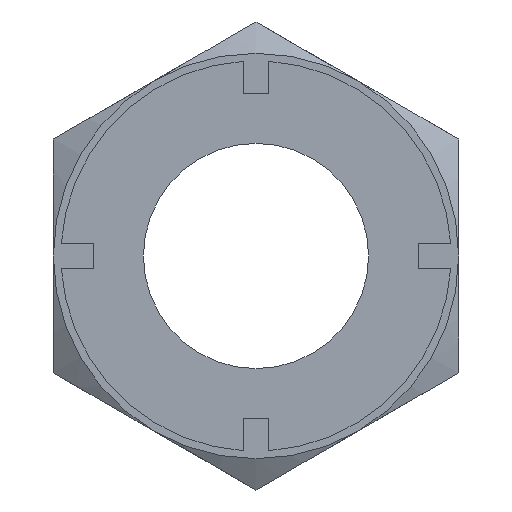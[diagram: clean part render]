
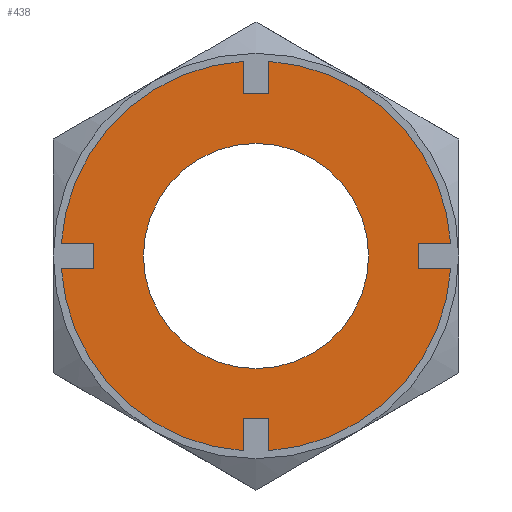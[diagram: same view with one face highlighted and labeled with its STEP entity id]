
A CAD part, left-side view. The second image highlights one B-rep face of the part: STEP entity #438.
In plain terms, the highlighted planar face has unit normal (-1, 0, 0).
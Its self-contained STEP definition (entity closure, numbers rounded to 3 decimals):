
#230=EDGE_CURVE('',#570,#382,#641,.T.);
#236=EDGE_CURVE('',#386,#284,#647,.T.);
#242=EDGE_CURVE('',#332,#562,#654,.T.);
#244=EDGE_CURVE('',#504,#310,#656,.T.);
#270=EDGE_CURVE('',#422,#464,#686,.T.);
#274=EDGE_CURVE('',#322,#294,#690,.T.);
#276=EDGE_CURVE('',#294,#310,#692,.T.);
#284=VERTEX_POINT('',#701);
#294=VERTEX_POINT('',#711);
#310=VERTEX_POINT('',#729);
#316=EDGE_CURVE('',#332,#322,#736,.T.);
#322=VERTEX_POINT('',#743);
#332=VERTEX_POINT('',#754);
#344=EDGE_CURVE('',#406,#370,#766,.T.);
#358=EDGE_CURVE('',#370,#382,#781,.T.);
#370=VERTEX_POINT('',#796);
#382=VERTEX_POINT('',#811);
#386=VERTEX_POINT('',#815);
#392=EDGE_CURVE('',#422,#406,#821,.T.);
#406=VERTEX_POINT('',#837);
#410=EDGE_CURVE('',#284,#386,#841,.T.);
#422=VERTEX_POINT('',#855);
#432=EDGE_CURVE('',#496,#444,#866,.T.);
#438=ADVANCED_FACE('',(#873,#874),#875,.T.);
#444=VERTEX_POINT('',#881);
#448=EDGE_CURVE('',#444,#464,#885,.T.);
#464=VERTEX_POINT('',#903);
#482=EDGE_CURVE('',#504,#496,#921,.T.);
#496=VERTEX_POINT('',#936);
#504=VERTEX_POINT('',#945);
#520=EDGE_CURVE('',#554,#558,#965,.T.);
#538=EDGE_CURVE('',#558,#562,#985,.T.);
#554=VERTEX_POINT('',#1001);
#558=VERTEX_POINT('',#1005);
#562=VERTEX_POINT('',#1009);
#566=EDGE_CURVE('',#570,#554,#1013,.T.);
#570=VERTEX_POINT('',#1017);
#641=CIRCLE('',#1092,13.0);
#647=CIRCLE('',#1099,7.5);
#654=CIRCLE('',#1117,13.0);
#656=CIRCLE('',#1120,13.0);
#686=CIRCLE('',#1173,13.0);
#690=LINE('',#1178,#1179);
#692=LINE('',#1182,#1183);
#701=CARTESIAN_POINT('',(-22.,-7.5,0.));
#711=CARTESIAN_POINT('',(-22.0,10.8,-0.85));
#729=CARTESIAN_POINT('',(-22.,12.972,-0.85));
#736=LINE('',#1277,#1278);
#743=CARTESIAN_POINT('',(-22.0,10.8,0.85));
#754=CARTESIAN_POINT('',(-22.,12.972,0.85));
#766=LINE('',#1336,#1337);
#781=LINE('',#1358,#1359);
#796=CARTESIAN_POINT('',(-22.0,-10.8,0.85));
#811=CARTESIAN_POINT('',(-22.,-12.972,0.85));
#815=CARTESIAN_POINT('',(-22.,7.5,0.));
#821=LINE('',#1418,#1419);
#837=CARTESIAN_POINT('',(-22.0,-10.8,-0.85));
#841=CIRCLE('',#1444,7.5);
#855=CARTESIAN_POINT('',(-22.,-12.972,-0.85));
#866=LINE('',#1476,#1477);
#873=FACE_BOUND('',#1486,.T.);
#874=FACE_OUTER_BOUND('',#1487,.T.);
#875=PLANE('',#1488);
#881=CARTESIAN_POINT('',(-22.0,-0.85,-10.8));
#885=LINE('',#1511,#1512);
#903=CARTESIAN_POINT('',(-22.,-0.85,-12.972));
#921=LINE('',#1607,#1608);
#936=CARTESIAN_POINT('',(-22.0,0.85,-10.8));
#945=CARTESIAN_POINT('',(-22.,0.85,-12.972));
#965=LINE('',#1676,#1677);
#985=LINE('',#1701,#1702);
#1001=CARTESIAN_POINT('',(-22.0,-0.85,10.8));
#1005=CARTESIAN_POINT('',(-22.0,0.85,10.8));
#1009=CARTESIAN_POINT('',(-22.,0.85,12.972));
#1013=LINE('',#1769,#1770);
#1017=CARTESIAN_POINT('',(-22.,-0.85,12.972));
#1092=AXIS2_PLACEMENT_3D('',#1895,#1896,#1897);
#1099=AXIS2_PLACEMENT_3D('',#1898,#1899,#1900);
#1117=AXIS2_PLACEMENT_3D('',#1909,#1910,#1911);
#1120=AXIS2_PLACEMENT_3D('',#1912,#1913,#1914);
#1173=AXIS2_PLACEMENT_3D('',#1945,#1946,#1947);
#1178=CARTESIAN_POINT('',(-22.,10.8,-0.425));
#1179=VECTOR('',#1948,1.0);
#1182=CARTESIAN_POINT('',(-22.,11.625,-0.85));
#1183=VECTOR('',#1949,1.0);
#1277=CARTESIAN_POINT('',(-22.,10.525,0.85));
#1278=VECTOR('',#1993,1.0);
#1336=CARTESIAN_POINT('',(-22.,-10.8,0.425));
#1337=VECTOR('',#2017,1.0);
#1358=CARTESIAN_POINT('',(-22.,-1.375,0.85));
#1359=VECTOR('',#2031,1.0);
#1418=CARTESIAN_POINT('',(-22.,-0.275,-0.85));
#1419=VECTOR('',#2090,1.0);
#1444=AXIS2_PLACEMENT_3D('',#2116,#2117,#2118);
#1476=CARTESIAN_POINT('',(-22.,4.7,-10.8));
#1477=VECTOR('',#2145,1.0);
#1486=EDGE_LOOP('',(#2156,#2157));
#1487=EDGE_LOOP('',(#2158,#2159,#2160,#2161,#2162,#2163,#2164,#2165,#2166,#2167,#2168,#2169,#2170,#2171,#2172,#2173));
#1488=AXIS2_PLACEMENT_3D('',#2174,#2175,#2176);
#1511=CARTESIAN_POINT('',(-22.,-0.85,-6.5));
#1512=VECTOR('',#2178,1.0);
#1607=CARTESIAN_POINT('',(-22.,0.85,-5.4));
#1608=VECTOR('',#2202,1.0);
#1676=CARTESIAN_POINT('',(-22.,5.55,10.8));
#1677=VECTOR('',#2253,1.0);
#1701=CARTESIAN_POINT('',(-22.,0.85,6.5));
#1702=VECTOR('',#2276,1.0);
#1769=CARTESIAN_POINT('',(-22.,-0.85,5.4));
#1770=VECTOR('',#2281,1.0);
#1895=CARTESIAN_POINT('',(-22.,0.,0.));
#1896=DIRECTION('',(1.0,0.0,-0.0));
#1897=DIRECTION('',(0.0,1.0,0.));
#1898=CARTESIAN_POINT('',(-22.,0.,0.));
#1899=DIRECTION('',(1.0,0.0,-0.0));
#1900=DIRECTION('',(0.0,1.0,0.));
#1909=CARTESIAN_POINT('',(-22.,0.,0.));
#1910=DIRECTION('',(1.0,0.0,-0.0));
#1911=DIRECTION('',(0.0,1.0,0.));
#1912=CARTESIAN_POINT('',(-22.,0.,0.));
#1913=DIRECTION('',(1.0,0.0,-0.0));
#1914=DIRECTION('',(0.0,1.0,0.));
#1945=CARTESIAN_POINT('',(-22.,0.,0.));
#1946=DIRECTION('',(1.0,0.0,-0.0));
#1947=DIRECTION('',(0.0,1.0,0.));
#1948=DIRECTION('',(0.0,0.0,-1.0));
#1949=DIRECTION('',(0.0,1.0,0.0));
#1993=DIRECTION('',(0.0,-1.0,0.0));
#2017=DIRECTION('',(0.0,0.0,1.0));
#2031=DIRECTION('',(0.0,-1.0,0.0));
#2090=DIRECTION('',(0.0,1.0,0.0));
#2116=CARTESIAN_POINT('',(-22.,0.,0.));
#2117=DIRECTION('',(1.0,0.0,-0.0));
#2118=DIRECTION('',(0.0,1.0,0.));
#2145=DIRECTION('',(0.0,-1.0,0.0));
#2156=ORIENTED_EDGE('',*,*,#236,.T.);
#2157=ORIENTED_EDGE('',*,*,#410,.T.);
#2158=ORIENTED_EDGE('',*,*,#566,.T.);
#2159=ORIENTED_EDGE('',*,*,#520,.T.);
#2160=ORIENTED_EDGE('',*,*,#538,.T.);
#2161=ORIENTED_EDGE('',*,*,#242,.F.);
#2162=ORIENTED_EDGE('',*,*,#316,.T.);
#2163=ORIENTED_EDGE('',*,*,#274,.T.);
#2164=ORIENTED_EDGE('',*,*,#276,.T.);
#2165=ORIENTED_EDGE('',*,*,#244,.F.);
#2166=ORIENTED_EDGE('',*,*,#482,.T.);
#2167=ORIENTED_EDGE('',*,*,#432,.T.);
#2168=ORIENTED_EDGE('',*,*,#448,.T.);
#2169=ORIENTED_EDGE('',*,*,#270,.F.);
#2170=ORIENTED_EDGE('',*,*,#392,.T.);
#2171=ORIENTED_EDGE('',*,*,#344,.T.);
#2172=ORIENTED_EDGE('',*,*,#358,.T.);
#2173=ORIENTED_EDGE('',*,*,#230,.F.);
#2174=CARTESIAN_POINT('',(-22.,10.25,0.));
#2175=DIRECTION('',(-1.0,0.0,0.0));
#2176=DIRECTION('',(0.0,-1.0,0.));
#2178=DIRECTION('',(0.0,0.0,-1.0));
#2202=DIRECTION('',(0.0,0.0,1.0));
#2253=DIRECTION('',(0.0,1.0,0.0));
#2276=DIRECTION('',(0.0,0.0,1.0));
#2281=DIRECTION('',(0.0,0.0,-1.0));
